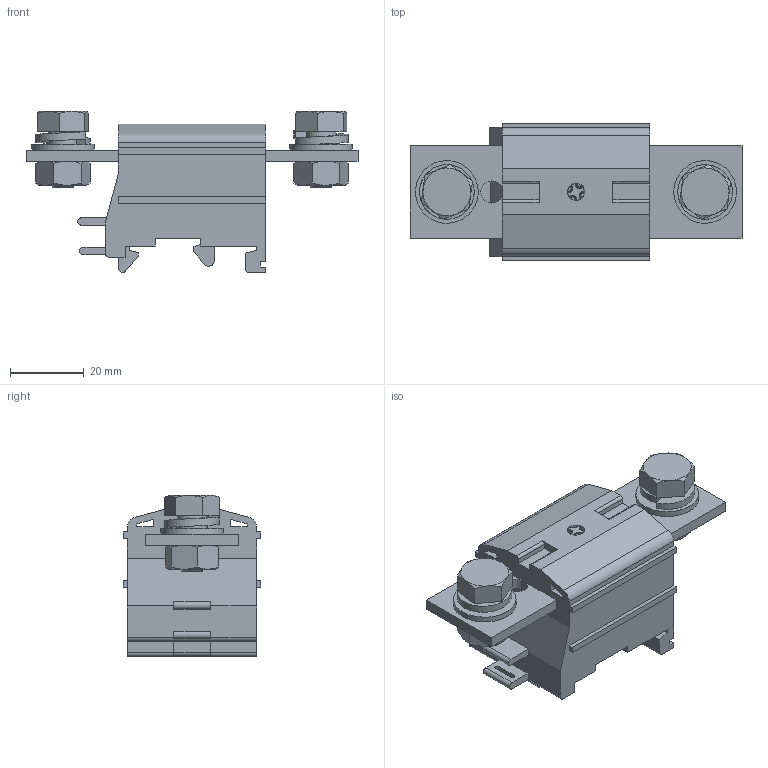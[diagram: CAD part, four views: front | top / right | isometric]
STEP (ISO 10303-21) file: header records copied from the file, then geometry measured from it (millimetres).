
FILE_DESCRIPTION(/* description */ ('Unknown'),/* implementation_level */ '2;1');
FILE_NAME(/* name */ 'DPBB70LN_3D_SOLID',/* time_stamp */ '2025-02-15T14:21:01+06:00',/* author */ ('Unknown'),/* organization */ ('Unknown'),/* preprocessor_version */ 'ST-DEVELOPER v16.7',/* originating_system */ 'Solid Edge',/* authorisation */ 'Unknown');
FILE_SCHEMA (('AUTOMOTIVE_DESIGN {1 0 10303 214 3 1 1}'));
Length unit declared in the file: millimetre
Products named in the file (1): DPBB70LN_3D_SOLID
Bounding box: 90 x 37.2 x 43.7 mm (x, y, z)
Volume: 55914.4 mm3; surface area: 16763.1 mm2
Topology: 1 solids, 2 shells, 287 faces, 776 edges, 497 vertices
Faces by surface type: plane 149, cylinder 48, cone 44, bspline 22, torus 16, sphere 8
Full cylindrical faces by diameter (mm): 4.7 x2, 6.647 x2, 8 x4, 8.8 x2, 9 x2, 10.5 x2, 14.8 x2, 17 x2
Entity records: 11184 total; most frequent: CARTESIAN_POINT 2317, ORIENTED_EDGE 1476, DIRECTION 1324, EDGE_CURVE 738, VERTEX_POINT 483, AXIS2_PLACEMENT_3D 458, LINE 408, VECTOR 408
